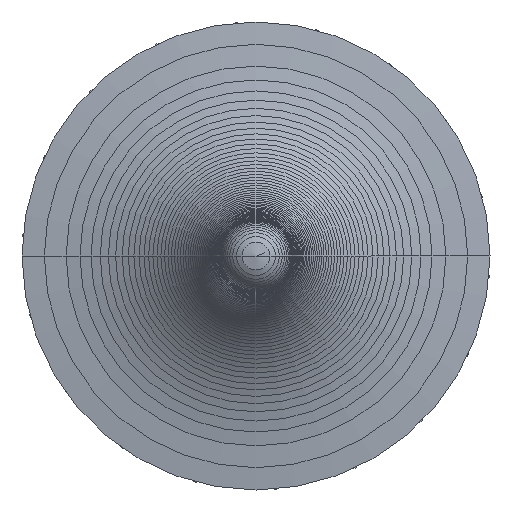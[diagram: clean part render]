
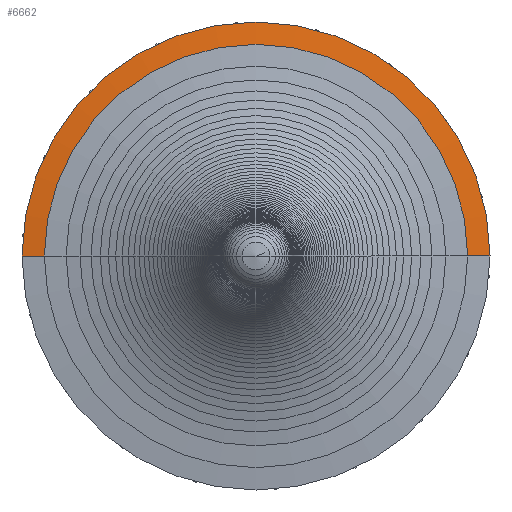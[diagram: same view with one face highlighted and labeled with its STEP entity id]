
A CAD part, left-side view. The second image highlights one B-rep face of the part: STEP entity #6662.
In plain terms, the highlighted conical face has half-angle 83.022 degrees and reference radius 17.184 mm.
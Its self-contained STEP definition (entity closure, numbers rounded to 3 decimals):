
#93 = PLANE('',#94);
#94 = AXIS2_PLACEMENT_3D('',#95,#96,#97);
#95 = CARTESIAN_POINT('',(14.536,0.,
    0.));
#96 = DIRECTION('',(0.,0.,1.));
#97 = DIRECTION('',(1.,0.,-0.));
#1829 = VERTEX_POINT('',#1830);
#1830 = CARTESIAN_POINT('',(14.667,-17.184,
    0.));
#1843 = CONICAL_SURFACE('',#1844,15.418,1.446);
#1844 = AXIS2_PLACEMENT_3D('',#1845,#1846,#1847);
#1845 = CARTESIAN_POINT('',(14.445,0.,0.));
#1846 = DIRECTION('',(1.,0.,0.));
#1847 = DIRECTION('',(-0.,1.,0.));
#1854 = EDGE_CURVE('',#1829,#1855,#1857,.T.);
#1855 = VERTEX_POINT('',#1856);
#1856 = CARTESIAN_POINT('',(14.889,-19.,0.));
#1857 = SURFACE_CURVE('',#1858,(#1862,#1868),.PCURVE_S1.);
#1858 = LINE('',#1859,#1860);
#1859 = CARTESIAN_POINT('',(12.564,0.,0.));
#1860 = VECTOR('',#1861,1.);
#1861 = DIRECTION('',(0.121,-0.993,0.));
#1862 = PCURVE('',#93,#1863);
#1863 = DEFINITIONAL_REPRESENTATION('',(#1864),#1867);
#1864 = B_SPLINE_CURVE_WITH_KNOTS('',1,(#1865,#1866),.UNSPECIFIED.,.F.,
  .F.,(2,2),(17.313,19.142),.PIECEWISE_BEZIER_KNOTS.);
#1865 = CARTESIAN_POINT('',(0.131,-17.184));
#1866 = CARTESIAN_POINT('',(0.353,-19.));
#1867 = ( GEOMETRIC_REPRESENTATION_CONTEXT(2) 
PARAMETRIC_REPRESENTATION_CONTEXT() REPRESENTATION_CONTEXT('2D SPACE',''
  ) );
#1868 = PCURVE('',#1869,#1874);
#1869 = CONICAL_SURFACE('',#1870,17.184,1.449);
#1870 = AXIS2_PLACEMENT_3D('',#1871,#1872,#1873);
#1871 = CARTESIAN_POINT('',(14.667,0.,0.));
#1872 = DIRECTION('',(1.,0.,0.));
#1873 = DIRECTION('',(-0.,1.,0.));
#1874 = DEFINITIONAL_REPRESENTATION('',(#1875),#1878);
#1875 = B_SPLINE_CURVE_WITH_KNOTS('',1,(#1876,#1877),.UNSPECIFIED.,.F.,
  .F.,(2,2),(17.313,19.142),.PIECEWISE_BEZIER_KNOTS.);
#1876 = CARTESIAN_POINT('',(3.142,0.));
#1877 = CARTESIAN_POINT('',(3.142,0.222));
#1878 = ( GEOMETRIC_REPRESENTATION_CONTEXT(2) 
PARAMETRIC_REPRESENTATION_CONTEXT() REPRESENTATION_CONTEXT('2D SPACE',''
  ) );
#1895 = CYLINDRICAL_SURFACE('',#1896,19.);
#1896 = AXIS2_PLACEMENT_3D('',#1897,#1898,#1899);
#1897 = CARTESIAN_POINT('',(14.889,0.,0.));
#1898 = DIRECTION('',(1.,0.,0.));
#1899 = DIRECTION('',(-0.,1.,0.));
#3305 = VERTEX_POINT('',#3306);
#3306 = CARTESIAN_POINT('',(14.889,19.,0.));
#3327 = EDGE_CURVE('',#3328,#3305,#3330,.T.);
#3328 = VERTEX_POINT('',#3329);
#3329 = CARTESIAN_POINT('',(14.667,17.184,0.));
#3330 = SURFACE_CURVE('',#3331,(#3335,#3342),.PCURVE_S1.);
#3331 = LINE('',#3332,#3333);
#3332 = CARTESIAN_POINT('',(14.667,17.184,0.));
#3333 = VECTOR('',#3334,1.);
#3334 = DIRECTION('',(0.121,0.993,0.));
#3335 = PCURVE('',#93,#3336);
#3336 = DEFINITIONAL_REPRESENTATION('',(#3337),#3341);
#3337 = LINE('',#3338,#3339);
#3338 = CARTESIAN_POINT('',(0.131,17.184));
#3339 = VECTOR('',#3340,1.);
#3340 = DIRECTION('',(0.121,0.993));
#3341 = ( GEOMETRIC_REPRESENTATION_CONTEXT(2) 
PARAMETRIC_REPRESENTATION_CONTEXT() REPRESENTATION_CONTEXT('2D SPACE',''
  ) );
#3342 = PCURVE('',#1869,#3343);
#3343 = DEFINITIONAL_REPRESENTATION('',(#3344),#3348);
#3344 = LINE('',#3345,#3346);
#3345 = CARTESIAN_POINT('',(0.,0.));
#3346 = VECTOR('',#3347,1.);
#3347 = DIRECTION('',(0.,1.));
#3348 = ( GEOMETRIC_REPRESENTATION_CONTEXT(2) 
PARAMETRIC_REPRESENTATION_CONTEXT() REPRESENTATION_CONTEXT('2D SPACE',''
  ) );
#6641 = EDGE_CURVE('',#3328,#1829,#6642,.T.);
#6642 = SURFACE_CURVE('',#6643,(#6648,#6655),.PCURVE_S1.);
#6643 = CIRCLE('',#6644,17.184);
#6644 = AXIS2_PLACEMENT_3D('',#6645,#6646,#6647);
#6645 = CARTESIAN_POINT('',(14.667,0.,0.));
#6646 = DIRECTION('',(1.,0.,0.));
#6647 = DIRECTION('',(-0.,1.,0.));
#6648 = PCURVE('',#1843,#6649);
#6649 = DEFINITIONAL_REPRESENTATION('',(#6650),#6654);
#6650 = LINE('',#6651,#6652);
#6651 = CARTESIAN_POINT('',(0.,0.222));
#6652 = VECTOR('',#6653,1.);
#6653 = DIRECTION('',(1.,0.));
#6654 = ( GEOMETRIC_REPRESENTATION_CONTEXT(2) 
PARAMETRIC_REPRESENTATION_CONTEXT() REPRESENTATION_CONTEXT('2D SPACE',''
  ) );
#6655 = PCURVE('',#1869,#6656);
#6656 = DEFINITIONAL_REPRESENTATION('',(#6657),#6661);
#6657 = LINE('',#6658,#6659);
#6658 = CARTESIAN_POINT('',(0.,0.));
#6659 = VECTOR('',#6660,1.);
#6660 = DIRECTION('',(1.,0.));
#6661 = ( GEOMETRIC_REPRESENTATION_CONTEXT(2) 
PARAMETRIC_REPRESENTATION_CONTEXT() REPRESENTATION_CONTEXT('2D SPACE',''
  ) );
#6662 = ADVANCED_FACE('',(#6663),#1869,.T.);
#6663 = FACE_BOUND('',#6664,.T.);
#6664 = EDGE_LOOP('',(#6665,#6666,#6667,#6668));
#6665 = ORIENTED_EDGE('',*,*,#3327,.F.);
#6666 = ORIENTED_EDGE('',*,*,#6641,.T.);
#6667 = ORIENTED_EDGE('',*,*,#1854,.T.);
#6668 = ORIENTED_EDGE('',*,*,#6669,.F.);
#6669 = EDGE_CURVE('',#3305,#1855,#6670,.T.);
#6670 = SURFACE_CURVE('',#6671,(#6676,#6683),.PCURVE_S1.);
#6671 = CIRCLE('',#6672,19.);
#6672 = AXIS2_PLACEMENT_3D('',#6673,#6674,#6675);
#6673 = CARTESIAN_POINT('',(14.889,0.,0.));
#6674 = DIRECTION('',(1.,0.,0.));
#6675 = DIRECTION('',(-0.,1.,0.));
#6676 = PCURVE('',#1869,#6677);
#6677 = DEFINITIONAL_REPRESENTATION('',(#6678),#6682);
#6678 = LINE('',#6679,#6680);
#6679 = CARTESIAN_POINT('',(0.,0.222));
#6680 = VECTOR('',#6681,1.);
#6681 = DIRECTION('',(1.,0.));
#6682 = ( GEOMETRIC_REPRESENTATION_CONTEXT(2) 
PARAMETRIC_REPRESENTATION_CONTEXT() REPRESENTATION_CONTEXT('2D SPACE',''
  ) );
#6683 = PCURVE('',#1895,#6684);
#6684 = DEFINITIONAL_REPRESENTATION('',(#6685),#6689);
#6685 = LINE('',#6686,#6687);
#6686 = CARTESIAN_POINT('',(0.,0.));
#6687 = VECTOR('',#6688,1.);
#6688 = DIRECTION('',(1.,0.));
#6689 = ( GEOMETRIC_REPRESENTATION_CONTEXT(2) 
PARAMETRIC_REPRESENTATION_CONTEXT() REPRESENTATION_CONTEXT('2D SPACE',''
  ) );
